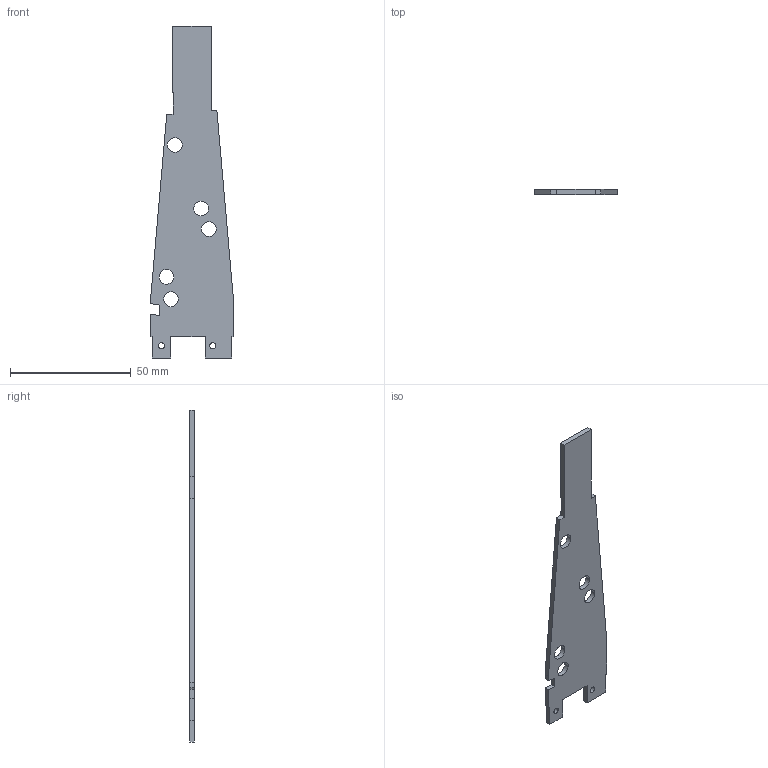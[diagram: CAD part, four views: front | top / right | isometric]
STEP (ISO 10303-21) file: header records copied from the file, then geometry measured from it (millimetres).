
FILE_DESCRIPTION(('CATIA V5 STEP Exchange','CAx-IF Rec.Pracs.--- Model Styling and Organization---1.4--- 2014-01-23','CAx-IF Rec.Pracs.---3D Tessellated Data Validation Properties---0.5---2014-09-14'),'2;1');
FILE_NAME('av Sled.stp','2024-07-31T05:10:37+00:00',('none'),('none'),'CATIA Version 5-6 Release 2019 SP6','CATIA V5 STEP AP242 v1','none');
FILE_SCHEMA(('AP242_MANAGED_MODEL_BASED_3D_ENGINEERING_MIM_LF {1 0 10303 442 1 1 4}'));
Length unit declared in the file: millimetre
Products named in the file (1): Sled
Bounding box: 34.29 x 2 x 137.62 mm (x, y, z)
Volume: 6453.5 mm3; surface area: 7389.4 mm2
Topology: 1 solids, 1 shells, 41 faces, 117 edges, 78 vertices
Faces by surface type: plane 27, cylinder 14
Entity records: 1300 total; most frequent: ORIENTED_EDGE 234, CARTESIAN_POINT 225, DIRECTION 175, EDGE_CURVE 117, VECTOR 89, LINE 89, VERTEX_POINT 78, AXIS2_PLACEMENT_3D 58
